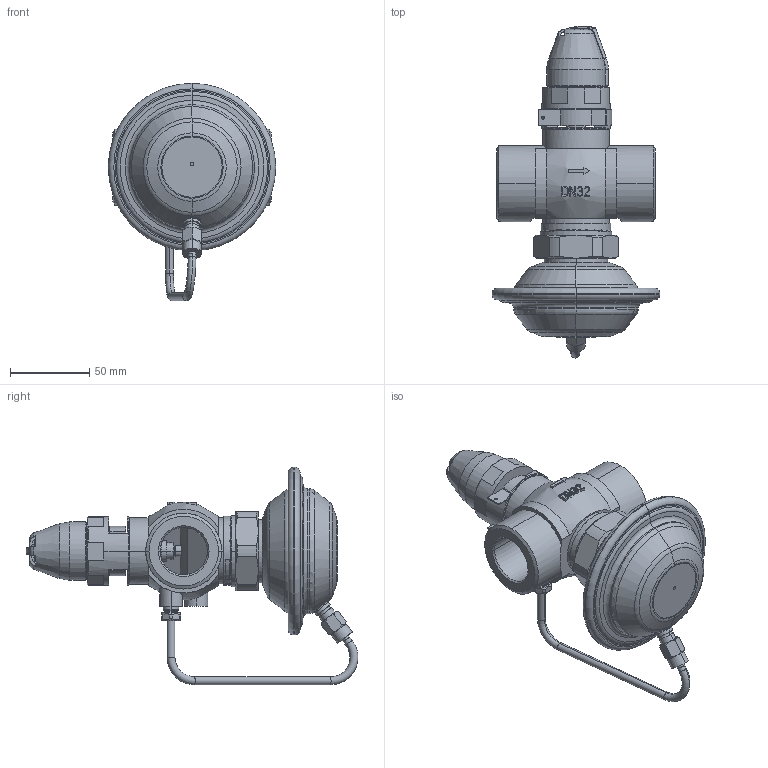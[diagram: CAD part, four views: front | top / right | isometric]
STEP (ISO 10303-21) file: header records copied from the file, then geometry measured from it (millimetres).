
FILE_DESCRIPTION((''),'2;1');
FILE_NAME('003H6740','2015-02-23T',('u317927'),('Danfoss'),'PRO/ENGINEER BY PARAMETRIC TECHNOLOGY CORPORATION, 2014000','PRO/ENGINEER BY PARAMETRIC TECHNOLOGY CORPORATION, 2014000','');
FILE_SCHEMA(('CONFIG_CONTROL_DESIGN'));
Length unit declared in the file: millimetre
Products named in the file (1): 003H6740
Bounding box: 106 x 209.84 x 137.5 mm (x, y, z)
Volume: 253045.4 mm3; surface area: 138104.5 mm2
Topology: 2 solids, 2 shells, 974 faces, 2370 edges, 1476 vertices
Faces by surface type: plane 367, cylinder 307, cone 171, torus 98, bspline 29, sphere 2
Entity records: 37857 total; most frequent: CARTESIAN_POINT 15006, DIRECTION 4871, ORIENTED_EDGE 4724, EDGE_CURVE 2362, AXIS2_PLACEMENT_3D 1948, VERTEX_POINT 1476, EDGE_LOOP 1080, CIRCLE 1003
